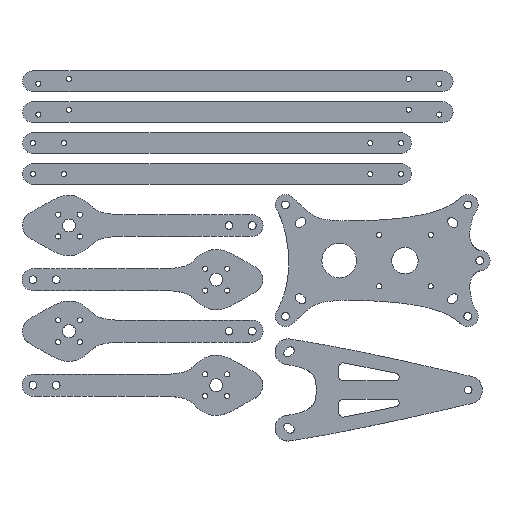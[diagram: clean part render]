
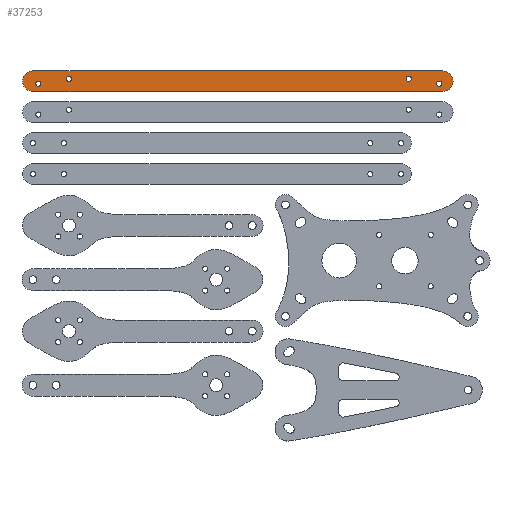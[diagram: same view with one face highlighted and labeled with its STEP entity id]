
A CAD part, top view. The second image highlights one B-rep face of the part: STEP entity #37253.
In plain terms, the highlighted planar face has unit normal (0, 0, 1).
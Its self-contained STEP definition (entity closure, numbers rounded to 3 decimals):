
#37253 = ADVANCED_FACE('',(#37254,#37327,#37350,#37373,#37396),#37269,
  .T.);
#37254 = FACE_BOUND('',#37255,.T.);
#37255 = EDGE_LOOP('',(#37256,#37280,#37296,#37313));
#37256 = ORIENTED_EDGE('',*,*,#37257,.T.);
#37257 = EDGE_CURVE('',#37258,#37260,#37262,.T.);
#37258 = VERTEX_POINT('',#37259);
#37259 = CARTESIAN_POINT('',(164.033,-9.,0.));
#37260 = VERTEX_POINT('',#37261);
#37261 = CARTESIAN_POINT('',(164.033,-1.,0.));
#37262 = SURFACE_CURVE('',#37263,(#37268),.PCURVE_S1.);
#37263 = CIRCLE('',#37264,4.);
#37264 = AXIS2_PLACEMENT_3D('',#37265,#37266,#37267);
#37265 = CARTESIAN_POINT('',(164.033,-5.,0.));
#37266 = DIRECTION('',(0.,0.,1.));
#37267 = DIRECTION('',(1.,0.,0.));
#37268 = PCURVE('',#37269,#37274);
#37269 = PLANE('',#37270);
#37270 = AXIS2_PLACEMENT_3D('',#37271,#37272,#37273);
#37271 = CARTESIAN_POINT('',(84.516,-5.,0.));
#37272 = DIRECTION('',(0.,0.,1.));
#37273 = DIRECTION('',(1.,0.,-0.));
#37274 = DEFINITIONAL_REPRESENTATION('',(#37275),#37279);
#37275 = CIRCLE('',#37276,4.);
#37276 = AXIS2_PLACEMENT_2D('',#37277,#37278);
#37277 = CARTESIAN_POINT('',(79.516,0.));
#37278 = DIRECTION('',(1.,0.));
#37279 = ( GEOMETRIC_REPRESENTATION_CONTEXT(2) 
PARAMETRIC_REPRESENTATION_CONTEXT() REPRESENTATION_CONTEXT('2D SPACE',''
  ) );
#37280 = ORIENTED_EDGE('',*,*,#37281,.T.);
#37281 = EDGE_CURVE('',#37260,#37282,#37284,.T.);
#37282 = VERTEX_POINT('',#37283);
#37283 = CARTESIAN_POINT('',(5.,-1.,0.));
#37284 = SURFACE_CURVE('',#37285,(#37289),.PCURVE_S1.);
#37285 = LINE('',#37286,#37287);
#37286 = CARTESIAN_POINT('',(164.033,-1.,0.));
#37287 = VECTOR('',#37288,1.);
#37288 = DIRECTION('',(-1.,0.,0.));
#37289 = PCURVE('',#37269,#37290);
#37290 = DEFINITIONAL_REPRESENTATION('',(#37291),#37295);
#37291 = LINE('',#37292,#37293);
#37292 = CARTESIAN_POINT('',(79.516,4.));
#37293 = VECTOR('',#37294,1.);
#37294 = DIRECTION('',(-1.,0.));
#37295 = ( GEOMETRIC_REPRESENTATION_CONTEXT(2) 
PARAMETRIC_REPRESENTATION_CONTEXT() REPRESENTATION_CONTEXT('2D SPACE',''
  ) );
#37296 = ORIENTED_EDGE('',*,*,#37297,.T.);
#37297 = EDGE_CURVE('',#37282,#37298,#37300,.T.);
#37298 = VERTEX_POINT('',#37299);
#37299 = CARTESIAN_POINT('',(5.,-9.,0.));
#37300 = SURFACE_CURVE('',#37301,(#37306),.PCURVE_S1.);
#37301 = CIRCLE('',#37302,4.);
#37302 = AXIS2_PLACEMENT_3D('',#37303,#37304,#37305);
#37303 = CARTESIAN_POINT('',(5.,-5.,0.));
#37304 = DIRECTION('',(0.,0.,1.));
#37305 = DIRECTION('',(1.,0.,0.));
#37306 = PCURVE('',#37269,#37307);
#37307 = DEFINITIONAL_REPRESENTATION('',(#37308),#37312);
#37308 = CIRCLE('',#37309,4.);
#37309 = AXIS2_PLACEMENT_2D('',#37310,#37311);
#37310 = CARTESIAN_POINT('',(-79.516,0.));
#37311 = DIRECTION('',(1.,0.));
#37312 = ( GEOMETRIC_REPRESENTATION_CONTEXT(2) 
PARAMETRIC_REPRESENTATION_CONTEXT() REPRESENTATION_CONTEXT('2D SPACE',''
  ) );
#37313 = ORIENTED_EDGE('',*,*,#37314,.T.);
#37314 = EDGE_CURVE('',#37298,#37258,#37315,.T.);
#37315 = SURFACE_CURVE('',#37316,(#37320),.PCURVE_S1.);
#37316 = LINE('',#37317,#37318);
#37317 = CARTESIAN_POINT('',(5.,-9.,0.));
#37318 = VECTOR('',#37319,1.);
#37319 = DIRECTION('',(1.,0.,0.));
#37320 = PCURVE('',#37269,#37321);
#37321 = DEFINITIONAL_REPRESENTATION('',(#37322),#37326);
#37322 = LINE('',#37323,#37324);
#37323 = CARTESIAN_POINT('',(-79.516,-4.));
#37324 = VECTOR('',#37325,1.);
#37325 = DIRECTION('',(1.,0.));
#37326 = ( GEOMETRIC_REPRESENTATION_CONTEXT(2) 
PARAMETRIC_REPRESENTATION_CONTEXT() REPRESENTATION_CONTEXT('2D SPACE',''
  ) );
#37327 = FACE_BOUND('',#37328,.T.);
#37328 = EDGE_LOOP('',(#37329));
#37329 = ORIENTED_EDGE('',*,*,#37330,.T.);
#37330 = EDGE_CURVE('',#37331,#37331,#37333,.T.);
#37331 = VERTEX_POINT('',#37332);
#37332 = CARTESIAN_POINT('',(17.922,-4.061,0.));
#37333 = SURFACE_CURVE('',#37334,(#37339),.PCURVE_S1.);
#37334 = CIRCLE('',#37335,1.);
#37335 = AXIS2_PLACEMENT_3D('',#37336,#37337,#37338);
#37336 = CARTESIAN_POINT('',(18.922,-4.061,0.));
#37337 = DIRECTION('',(0.,0.,-1.));
#37338 = DIRECTION('',(-1.,0.,0.));
#37339 = PCURVE('',#37269,#37340);
#37340 = DEFINITIONAL_REPRESENTATION('',(#37341),#37349);
#37341 = ( BOUNDED_CURVE() B_SPLINE_CURVE(2,(#37342,#37343,#37344,#37345
    ,#37346,#37347,#37348),.UNSPECIFIED.,.T.,.F.) 
B_SPLINE_CURVE_WITH_KNOTS((1,2,2,2,2,1),(-2.094,0.,
    2.094,4.189,6.283,8.378),
.UNSPECIFIED.) CURVE() GEOMETRIC_REPRESENTATION_ITEM() 
RATIONAL_B_SPLINE_CURVE((1.,0.5,1.,0.5,1.,0.5,1.)) REPRESENTATION_ITEM(
  '') );
#37342 = CARTESIAN_POINT('',(-66.594,0.939));
#37343 = CARTESIAN_POINT('',(-66.594,2.671));
#37344 = CARTESIAN_POINT('',(-65.094,1.805));
#37345 = CARTESIAN_POINT('',(-63.594,0.939));
#37346 = CARTESIAN_POINT('',(-65.094,0.073));
#37347 = CARTESIAN_POINT('',(-66.594,-0.793));
#37348 = CARTESIAN_POINT('',(-66.594,0.939));
#37349 = ( GEOMETRIC_REPRESENTATION_CONTEXT(2) 
PARAMETRIC_REPRESENTATION_CONTEXT() REPRESENTATION_CONTEXT('2D SPACE',''
  ) );
#37350 = FACE_BOUND('',#37351,.T.);
#37351 = EDGE_LOOP('',(#37352));
#37352 = ORIENTED_EDGE('',*,*,#37353,.T.);
#37353 = EDGE_CURVE('',#37354,#37354,#37356,.T.);
#37354 = VERTEX_POINT('',#37355);
#37355 = CARTESIAN_POINT('',(6.078,-5.939,0.));
#37356 = SURFACE_CURVE('',#37357,(#37362),.PCURVE_S1.);
#37357 = CIRCLE('',#37358,1.);
#37358 = AXIS2_PLACEMENT_3D('',#37359,#37360,#37361);
#37359 = CARTESIAN_POINT('',(7.078,-5.939,0.));
#37360 = DIRECTION('',(0.,0.,-1.));
#37361 = DIRECTION('',(-1.,0.,0.));
#37362 = PCURVE('',#37269,#37363);
#37363 = DEFINITIONAL_REPRESENTATION('',(#37364),#37372);
#37364 = ( BOUNDED_CURVE() B_SPLINE_CURVE(2,(#37365,#37366,#37367,#37368
    ,#37369,#37370,#37371),.UNSPECIFIED.,.T.,.F.) 
B_SPLINE_CURVE_WITH_KNOTS((1,2,2,2,2,1),(-2.094,0.,
    2.094,4.189,6.283,8.378),
.UNSPECIFIED.) CURVE() GEOMETRIC_REPRESENTATION_ITEM() 
RATIONAL_B_SPLINE_CURVE((1.,0.5,1.,0.5,1.,0.5,1.)) REPRESENTATION_ITEM(
  '') );
#37365 = CARTESIAN_POINT('',(-78.439,-0.939));
#37366 = CARTESIAN_POINT('',(-78.439,0.793));
#37367 = CARTESIAN_POINT('',(-76.939,-0.073));
#37368 = CARTESIAN_POINT('',(-75.439,-0.939));
#37369 = CARTESIAN_POINT('',(-76.939,-1.805));
#37370 = CARTESIAN_POINT('',(-78.439,-2.671));
#37371 = CARTESIAN_POINT('',(-78.439,-0.939));
#37372 = ( GEOMETRIC_REPRESENTATION_CONTEXT(2) 
PARAMETRIC_REPRESENTATION_CONTEXT() REPRESENTATION_CONTEXT('2D SPACE',''
  ) );
#37373 = FACE_BOUND('',#37374,.T.);
#37374 = EDGE_LOOP('',(#37375));
#37375 = ORIENTED_EDGE('',*,*,#37376,.T.);
#37376 = EDGE_CURVE('',#37377,#37377,#37379,.T.);
#37377 = VERTEX_POINT('',#37378);
#37378 = CARTESIAN_POINT('',(161.636,-5.94,0.));
#37379 = SURFACE_CURVE('',#37380,(#37385),.PCURVE_S1.);
#37380 = CIRCLE('',#37381,1.);
#37381 = AXIS2_PLACEMENT_3D('',#37382,#37383,#37384);
#37382 = CARTESIAN_POINT('',(162.636,-5.94,0.));
#37383 = DIRECTION('',(0.,0.,-1.));
#37384 = DIRECTION('',(-1.,0.,0.));
#37385 = PCURVE('',#37269,#37386);
#37386 = DEFINITIONAL_REPRESENTATION('',(#37387),#37395);
#37387 = ( BOUNDED_CURVE() B_SPLINE_CURVE(2,(#37388,#37389,#37390,#37391
    ,#37392,#37393,#37394),.UNSPECIFIED.,.T.,.F.) 
B_SPLINE_CURVE_WITH_KNOTS((1,2,2,2,2,1),(-2.094,0.,
    2.094,4.189,6.283,8.378),
.UNSPECIFIED.) CURVE() GEOMETRIC_REPRESENTATION_ITEM() 
RATIONAL_B_SPLINE_CURVE((1.,0.5,1.,0.5,1.,0.5,1.)) REPRESENTATION_ITEM(
  '') );
#37388 = CARTESIAN_POINT('',(77.12,-0.94));
#37389 = CARTESIAN_POINT('',(77.12,0.792));
#37390 = CARTESIAN_POINT('',(78.62,-0.074));
#37391 = CARTESIAN_POINT('',(80.12,-0.94));
#37392 = CARTESIAN_POINT('',(78.62,-1.806));
#37393 = CARTESIAN_POINT('',(77.12,-2.672));
#37394 = CARTESIAN_POINT('',(77.12,-0.94));
#37395 = ( GEOMETRIC_REPRESENTATION_CONTEXT(2) 
PARAMETRIC_REPRESENTATION_CONTEXT() REPRESENTATION_CONTEXT('2D SPACE',''
  ) );
#37396 = FACE_BOUND('',#37397,.T.);
#37397 = EDGE_LOOP('',(#37398));
#37398 = ORIENTED_EDGE('',*,*,#37399,.T.);
#37399 = EDGE_CURVE('',#37400,#37400,#37402,.T.);
#37400 = VERTEX_POINT('',#37401);
#37401 = CARTESIAN_POINT('',(149.784,-4.061,0.));
#37402 = SURFACE_CURVE('',#37403,(#37408),.PCURVE_S1.);
#37403 = CIRCLE('',#37404,1.);
#37404 = AXIS2_PLACEMENT_3D('',#37405,#37406,#37407);
#37405 = CARTESIAN_POINT('',(150.784,-4.061,0.));
#37406 = DIRECTION('',(0.,0.,-1.));
#37407 = DIRECTION('',(-1.,0.,0.));
#37408 = PCURVE('',#37269,#37409);
#37409 = DEFINITIONAL_REPRESENTATION('',(#37410),#37418);
#37410 = ( BOUNDED_CURVE() B_SPLINE_CURVE(2,(#37411,#37412,#37413,#37414
    ,#37415,#37416,#37417),.UNSPECIFIED.,.T.,.F.) 
B_SPLINE_CURVE_WITH_KNOTS((1,2,2,2,2,1),(-2.094,0.,
    2.094,4.189,6.283,8.378),
.UNSPECIFIED.) CURVE() GEOMETRIC_REPRESENTATION_ITEM() 
RATIONAL_B_SPLINE_CURVE((1.,0.5,1.,0.5,1.,0.5,1.)) REPRESENTATION_ITEM(
  '') );
#37411 = CARTESIAN_POINT('',(65.268,0.939));
#37412 = CARTESIAN_POINT('',(65.268,2.671));
#37413 = CARTESIAN_POINT('',(66.768,1.805));
#37414 = CARTESIAN_POINT('',(68.268,0.939));
#37415 = CARTESIAN_POINT('',(66.768,0.073));
#37416 = CARTESIAN_POINT('',(65.268,-0.793));
#37417 = CARTESIAN_POINT('',(65.268,0.939));
#37418 = ( GEOMETRIC_REPRESENTATION_CONTEXT(2) 
PARAMETRIC_REPRESENTATION_CONTEXT() REPRESENTATION_CONTEXT('2D SPACE',''
  ) );
